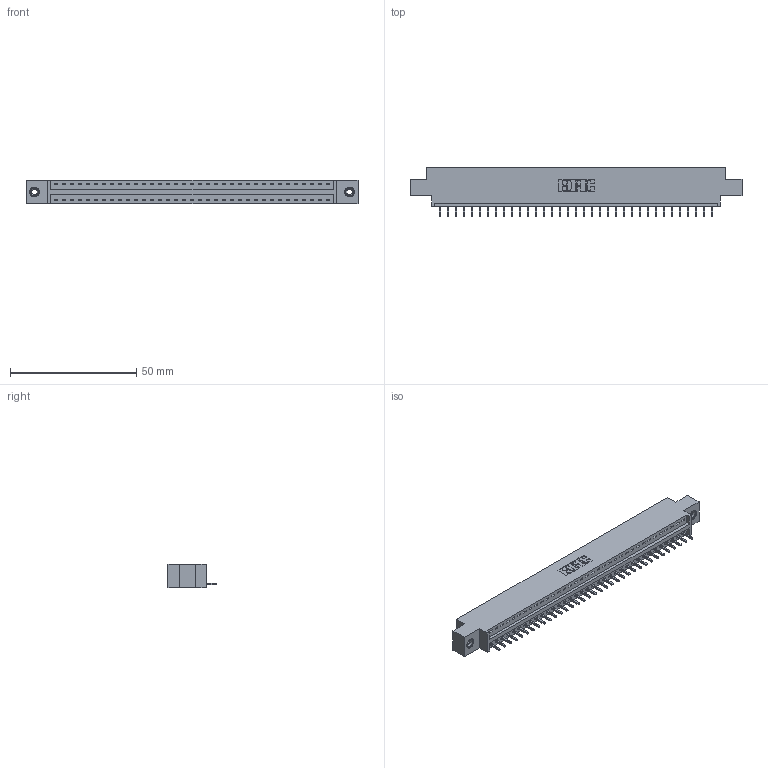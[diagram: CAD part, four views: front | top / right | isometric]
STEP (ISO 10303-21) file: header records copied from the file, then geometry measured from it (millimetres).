
FILE_DESCRIPTION (( 'STEP AP203' ), '1' );
FILE_NAME ('346-035-521-608.STEP', '2018-08-23T23:54:54', ( '' ), ( '' ), 'SwSTEP 2.0', 'SolidWorks 2016', '' );
FILE_SCHEMA (( 'CONFIG_CONTROL_DESIGN' ));
Length unit declared in the file: inch
Products named in the file (4): 346-035-521-608; 346 Part_0.170 Offset - 0.156 Dia-TI; 345-292-001_345-293-121; 345-250-001_345-250-003-102
Assembly tree (38 placements, depth 2):
  346-035-521-608
    346 Part_0.170 Offset - 0.156 Dia-TI
    345-292-001_345-293-121  x35
    345-250-001_345-250-003-102  x2
Bounding box: 131.7 x 19.05 x 9.4 mm (x, y, z)
Volume: 12297.6 mm3; surface area: 15080.9 mm2
Topology: 38 solids, 38 shells, 2216 faces, 6637 edges, 4370 vertices
Faces by surface type: plane 1512, cylinder 688, cone 12, torus 4
Entity records: 24000 total; most frequent: CARTESIAN_POINT 4100, ORIENTED_EDGE 4062, DIRECTION 3651, EDGE_CURVE 2031, LINE 1739, VECTOR 1739, VERTEX_POINT 1348, AXIS2_PLACEMENT_3D 956
